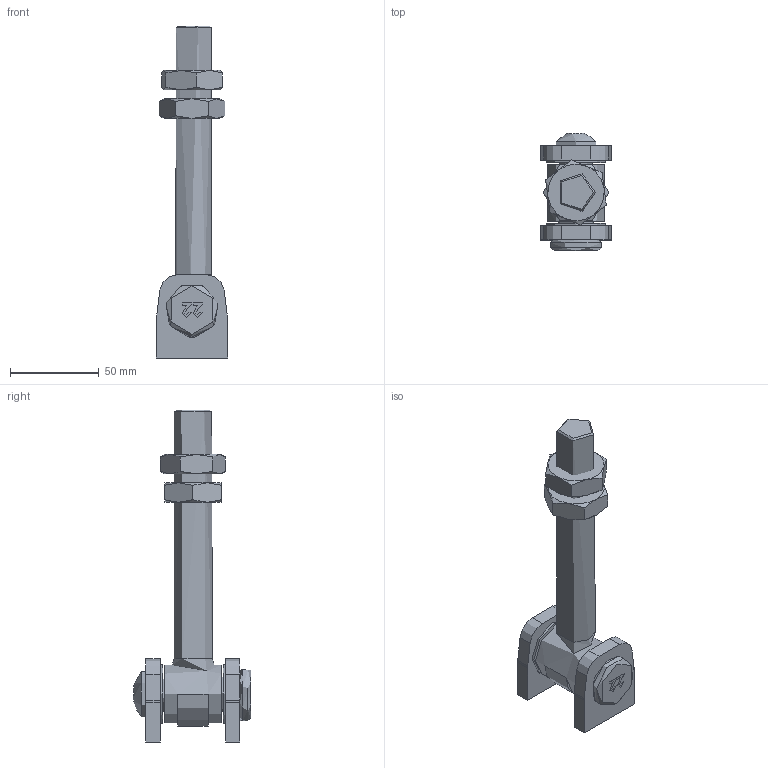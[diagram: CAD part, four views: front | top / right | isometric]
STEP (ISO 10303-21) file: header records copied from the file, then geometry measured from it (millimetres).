
FILE_DESCRIPTION (( 'STEP AP203' ), '1' );
FILE_NAME ('150-M22.step', '2021-11-24T12:47:42', ( '' ), ( '' ), 'SwSTEP 2.0', 'SolidWorks 2018', '' );
FILE_SCHEMA (( 'CONFIG_CONTROL_DESIGN' ));
Length unit declared in the file: millimetre
Products named in the file (17): 150-MXX Teil1; DIN 439 M4-M22; 150-MXX Teil4_150-M22 Teil4; 150-MXX Teil5_150-M22 Teil5; 150-M22; 150-MXX Teil2_150-M22 Teil2; 150-MXX Teil1_150-M22 Teil1; DIN 439 M4-M22_DIN 439 M22; 150-MXX Teil5; 150-MXX Teil3_150-M22 Teil3; 150-MXX Teil3; 150-MXX Teil2; 150-MXX Teil4
Assembly tree (13 placements, depth 2):
  150-MXX Teil1
  150-M22
    DIN 439 M4-M22
    150-MXX Teil2
    DIN 439 M4-M22
    150-MXX Teil4
  150-MXX Teil1
  150-MXX Teil5
  150-M22
    150-MXX Teil1_150-M22 Teil1  x2
    150-MXX Teil2_150-M22 Teil2
    150-MXX Teil3_150-M22 Teil3  x2
    150-MXX Teil4_150-M22 Teil4
    150-MXX Teil5_150-M22 Teil5
    DIN 439 M4-M22_DIN 439 M22  x2
Bounding box: 40 x 66.05 x 187 mm (x, y, z)
Volume: 131652.3 mm3; surface area: 42041.6 mm2
Topology: 9 solids, 9 shells, 538 faces, 1402 edges, 932 vertices
Faces by surface type: plane 305, bspline 166, cone 33, cylinder 30, torus 3, sphere 1
Full cylindrical faces by diameter (mm): 8.5 x1, 10 x1, 12 x1, 19.5 x3, 20.2 x1, 22 x3, 25.5 x1, 30 x1, 32.5 x1, 33 x2
Entity records: 17984 total; most frequent: CARTESIAN_POINT 9567, ORIENTED_EDGE 1510, DIRECTION 1088, EDGE_CURVE 755, VERTEX_POINT 509, LINE 476, VECTOR 476, EDGE_LOOP 358
